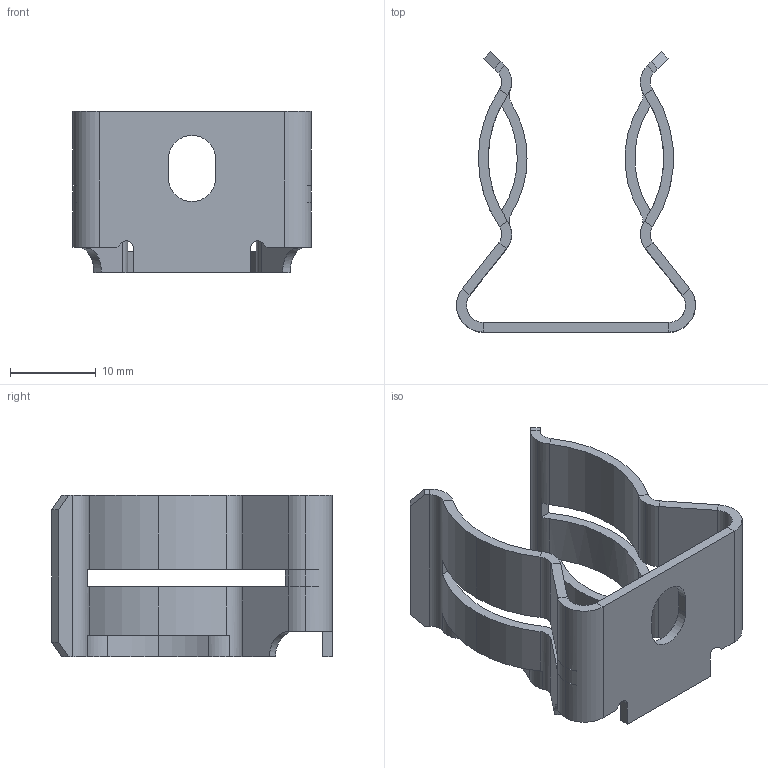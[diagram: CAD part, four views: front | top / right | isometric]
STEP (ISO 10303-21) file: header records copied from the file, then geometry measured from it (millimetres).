
FILE_DESCRIPTION (( 'STEP AP214' ), '1' );
FILE_NAME ('27B0082rev00.STEP', '2014-05-08T18:42:59', ( '' ), ( '' ), 'SwSTEP 2.0', 'SolidWorks 2013', '' );
FILE_SCHEMA (( 'AUTOMOTIVE_DESIGN' ));
Length unit declared in the file: inch
Products named in the file (1): 27B0082rev00
Bounding box: 27.88 x 32.77 x 18.8 mm (x, y, z)
Volume: 1798 mm3; surface area: 3669.6 mm2
Topology: 1 solids, 1 shells, 137 faces, 397 edges, 254 vertices
Faces by surface type: plane 70, cylinder 67
Entity records: 4609 total; most frequent: DIRECTION 845, CARTESIAN_POINT 795, ORIENTED_EDGE 794, EDGE_CURVE 397, AXIS2_PLACEMENT_3D 312, VERTEX_POINT 254, VECTOR 221, LINE 221
